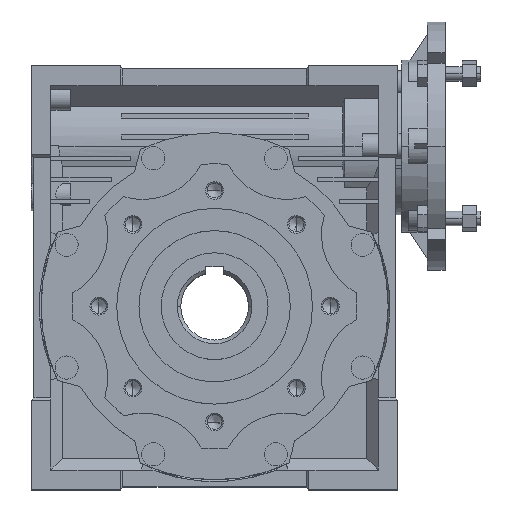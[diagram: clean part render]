
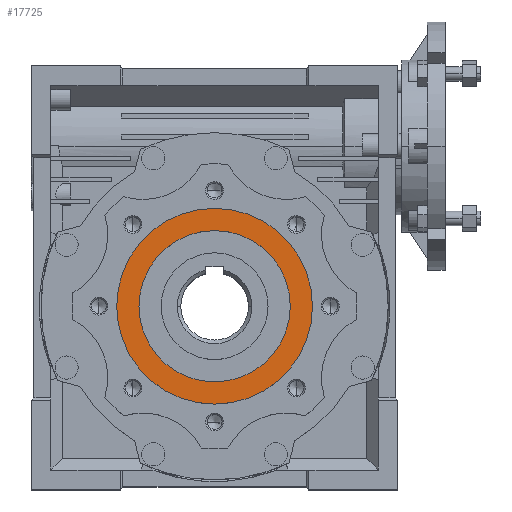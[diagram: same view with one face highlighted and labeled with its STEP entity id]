
A CAD part, top view. The second image highlights one B-rep face of the part: STEP entity #17725.
In plain terms, the highlighted planar face has unit normal (0, 0, 1).
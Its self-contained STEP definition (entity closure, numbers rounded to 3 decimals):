
#100 = CARTESIAN_POINT ( 'NONE',  ( 0., 0., 70. ) ) ;
#669 = EDGE_LOOP ( 'NONE', ( #27324, #16573 ) ) ;
#1786 = AXIS2_PLACEMENT_3D ( 'NONE', #22180, #8042, #28009 ) ;
#1802 = CARTESIAN_POINT ( 'NONE',  ( 0., -55., 70. ) ) ;
#2326 = PLANE ( 'NONE',  #1786 ) ;
#2945 = DIRECTION ( 'NONE',  ( 0., 1., 0. ) ) ;
#4162 = CARTESIAN_POINT ( 'NONE',  ( 0., 55., 70. ) ) ;
#4603 = CARTESIAN_POINT ( 'NONE',  ( 0., 42.5, 70. ) ) ;
#4974 = CARTESIAN_POINT ( 'NONE',  ( 0., 0., 70. ) ) ;
#5951 = DIRECTION ( 'NONE',  ( 0., 0., 1. ) ) ;
#6110 = AXIS2_PLACEMENT_3D ( 'NONE', #25707, #8634, #28587 ) ;
#6816 = ORIENTED_EDGE ( 'NONE', *, *, #17864, .F. ) ;
#7396 = EDGE_CURVE ( 'NONE', #32513, #22491, #28691, .T. ) ;
#7817 = DIRECTION ( 'NONE',  ( 0., 1., 0. ) ) ;
#8042 = DIRECTION ( 'NONE',  ( 0., 0., 1. ) ) ;
#8078 = CIRCLE ( 'NONE', #21191, 55. ) ;
#8634 = DIRECTION ( 'NONE',  ( 0., 0., 1. ) ) ;
#11325 = AXIS2_PLACEMENT_3D ( 'NONE', #100, #19917, #2945 ) ;
#11376 = EDGE_CURVE ( 'NONE', #26426, #32944, #31845, .T. ) ;
#11508 = ORIENTED_EDGE ( 'NONE', *, *, #7396, .F. ) ;
#11995 = FACE_OUTER_BOUND ( 'NONE', #669, .T. ) ;
#16573 = ORIENTED_EDGE ( 'NONE', *, *, #30766, .T. ) ;
#17725 = ADVANCED_FACE ( 'NONE', ( #11995, #18650 ), #2326, .T. ) ;
#17864 = EDGE_CURVE ( 'NONE', #22491, #32513, #36211, .T. ) ;
#18650 = FACE_BOUND ( 'NONE', #19925, .T. ) ;
#19917 = DIRECTION ( 'NONE',  ( 0., 0., 1. ) ) ;
#19925 = EDGE_LOOP ( 'NONE', ( #6816, #11508 ) ) ;
#21191 = AXIS2_PLACEMENT_3D ( 'NONE', #22983, #5951, #25883 ) ;
#22180 = CARTESIAN_POINT ( 'NONE',  ( -42.5, 0., 70. ) ) ;
#22491 = VERTEX_POINT ( 'NONE', #4603 ) ;
#22983 = CARTESIAN_POINT ( 'NONE',  ( 0., 0., 70. ) ) ;
#24882 = DIRECTION ( 'NONE',  ( 0., 0., 1. ) ) ;
#25707 = CARTESIAN_POINT ( 'NONE',  ( 0., 0., 70. ) ) ;
#25883 = DIRECTION ( 'NONE',  ( 0., 1., 0. ) ) ;
#26426 = VERTEX_POINT ( 'NONE', #4162 ) ;
#27324 = ORIENTED_EDGE ( 'NONE', *, *, #11376, .T. ) ;
#28009 = DIRECTION ( 'NONE',  ( 1., 0., 0. ) ) ;
#28587 = DIRECTION ( 'NONE',  ( 0., 1., 0. ) ) ;
#28691 = CIRCLE ( 'NONE', #33516, 42.5 ) ;
#30766 = EDGE_CURVE ( 'NONE', #32944, #26426, #8078, .T. ) ;
#31018 = CARTESIAN_POINT ( 'NONE',  ( 0., -42.5, 70. ) ) ;
#31845 = CIRCLE ( 'NONE', #6110, 55. ) ;
#32513 = VERTEX_POINT ( 'NONE', #31018 ) ;
#32944 = VERTEX_POINT ( 'NONE', #1802 ) ;
#33516 = AXIS2_PLACEMENT_3D ( 'NONE', #4974, #24882, #7817 ) ;
#36211 = CIRCLE ( 'NONE', #11325, 42.5 ) ;
